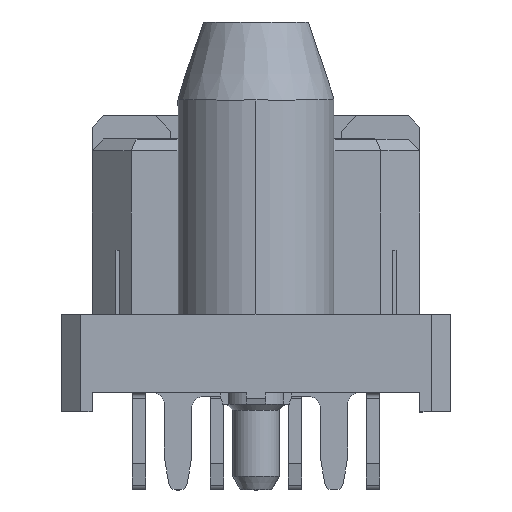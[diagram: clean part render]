
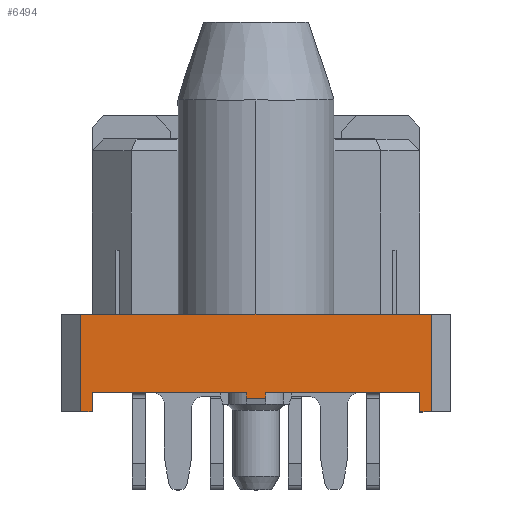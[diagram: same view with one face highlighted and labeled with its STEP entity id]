
A CAD part, left-side view. The second image highlights one B-rep face of the part: STEP entity #6494.
In plain terms, the highlighted planar face has unit normal (-1, 0, 0).
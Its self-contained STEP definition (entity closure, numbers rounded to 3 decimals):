
#163 = CARTESIAN_POINT ( 'NONE',  ( -9.575, 11.25, 2.25 ) ) ;
#182 = ORIENTED_EDGE ( 'NONE', *, *, #27354, .T. ) ;
#264 = CARTESIAN_POINT ( 'NONE',  ( -9.575, 15.2, 1.5 ) ) ;
#270 = LINE ( 'NONE', #14236, #17854 ) ;
#349 = CARTESIAN_POINT ( 'NONE',  ( -9.575, 6.5, 3.5 ) ) ;
#1670 = CARTESIAN_POINT ( 'NONE',  ( -9.575, 6.5, 3.5 ) ) ;
#1783 = VECTOR ( 'NONE', #23863, 1000. ) ;
#1847 = VERTEX_POINT ( 'NONE', #23921 ) ;
#1914 = CARTESIAN_POINT ( 'NONE',  ( -9.575, 11., 3.5 ) ) ;
#2810 = EDGE_CURVE ( 'NONE', #26282, #25773, #13469, .T. ) ;
#2980 = CARTESIAN_POINT ( 'NONE',  ( -9.575, 15.2, 2.25 ) ) ;
#3046 = CARTESIAN_POINT ( 'NONE',  ( -9.575, 10.75, 1.35 ) ) ;
#3298 = DIRECTION ( 'NONE',  ( 0., 0., -1. ) ) ;
#4057 = ORIENTED_EDGE ( 'NONE', *, *, #19632, .F. ) ;
#4310 = LINE ( 'NONE', #16315, #21643 ) ;
#5397 = ORIENTED_EDGE ( 'NONE', *, *, #20591, .F. ) ;
#5448 = VECTOR ( 'NONE', #20622, 1000. ) ;
#6101 = VECTOR ( 'NONE', #6828, 1000. ) ;
#6226 = VECTOR ( 'NONE', #17653, 1000. ) ;
#6230 = CARTESIAN_POINT ( 'NONE',  ( -9.575, 6.8, 2.25 ) ) ;
#6282 = CARTESIAN_POINT ( 'NONE',  ( -9.575, 11.25, 1.5 ) ) ;
#6494 = ADVANCED_FACE ( 'NONE', ( #27757 ), #21017, .F. ) ;
#6828 = DIRECTION ( 'NONE',  ( 0., 0., 1. ) ) ;
#7049 = CARTESIAN_POINT ( 'NONE',  ( -9.575, 11.25, 1.35 ) ) ;
#7159 = DIRECTION ( 'NONE',  ( 0., 0., -1. ) ) ;
#7554 = EDGE_CURVE ( 'NONE', #15500, #8376, #27258, .T. ) ;
#7796 = ORIENTED_EDGE ( 'NONE', *, *, #2810, .F. ) ;
#8224 = VERTEX_POINT ( 'NONE', #7049 ) ;
#8376 = VERTEX_POINT ( 'NONE', #29125 ) ;
#8535 = LINE ( 'NONE', #163, #6101 ) ;
#9395 = ORIENTED_EDGE ( 'NONE', *, *, #7554, .F. ) ;
#9426 = DIRECTION ( 'NONE',  ( 1., 0., 0. ) ) ;
#9963 = DIRECTION ( 'NONE',  ( 0., 0., -1. ) ) ;
#10088 = VECTOR ( 'NONE', #16975, 1000. ) ;
#10270 = CARTESIAN_POINT ( 'NONE',  ( -9.575, 11., 1.5 ) ) ;
#10435 = CARTESIAN_POINT ( 'NONE',  ( -9.575, 15.5, 1. ) ) ;
#11119 = DIRECTION ( 'NONE',  ( 0., 0., -1. ) ) ;
#11362 = CARTESIAN_POINT ( 'NONE',  ( -9.575, 15.5, 3.5 ) ) ;
#11839 = EDGE_CURVE ( 'NONE', #8376, #1847, #22682, .T. ) ;
#12008 = CARTESIAN_POINT ( 'NONE',  ( -9.575, 15.2, 1. ) ) ;
#12218 = VECTOR ( 'NONE', #27417, 1000. ) ;
#12319 = VERTEX_POINT ( 'NONE', #26727 ) ;
#12603 = LINE ( 'NONE', #19305, #1783 ) ;
#12971 = LINE ( 'NONE', #29270, #25882 ) ;
#13021 = LINE ( 'NONE', #10270, #14905 ) ;
#13204 = CARTESIAN_POINT ( 'NONE',  ( -9.575, 6.8, 1. ) ) ;
#13469 = LINE ( 'NONE', #1914, #5448 ) ;
#13633 = VERTEX_POINT ( 'NONE', #10435 ) ;
#13690 = LINE ( 'NONE', #18244, #17483 ) ;
#14108 = VERTEX_POINT ( 'NONE', #6282 ) ;
#14236 = CARTESIAN_POINT ( 'NONE',  ( -9.575, 6.5, 2.25 ) ) ;
#14294 = VERTEX_POINT ( 'NONE', #3046 ) ;
#14905 = VECTOR ( 'NONE', #24441, 1000. ) ;
#15300 = AXIS2_PLACEMENT_3D ( 'NONE', #349, #9426, #7159 ) ;
#15500 = VERTEX_POINT ( 'NONE', #13204 ) ;
#15966 = DIRECTION ( 'NONE',  ( 0., 1., 0. ) ) ;
#16315 = CARTESIAN_POINT ( 'NONE',  ( -9.575, 15.6, 1. ) ) ;
#16541 = EDGE_CURVE ( 'NONE', #25773, #12319, #270, .T. ) ;
#16772 = EDGE_CURVE ( 'NONE', #14108, #28470, #13021, .T. ) ;
#16975 = DIRECTION ( 'NONE',  ( 0., 0., -1. ) ) ;
#17184 = EDGE_CURVE ( 'NONE', #8224, #14108, #8535, .T. ) ;
#17483 = VECTOR ( 'NONE', #15966, 1000. ) ;
#17653 = DIRECTION ( 'NONE',  ( 0., 0., 1. ) ) ;
#17854 = VECTOR ( 'NONE', #9963, 1000. ) ;
#18136 = DIRECTION ( 'NONE',  ( 0., -1., 0. ) ) ;
#18244 = CARTESIAN_POINT ( 'NONE',  ( -9.575, 11., 1. ) ) ;
#18421 = CARTESIAN_POINT ( 'NONE',  ( -9.575, 11., 1.5 ) ) ;
#18463 = ORIENTED_EDGE ( 'NONE', *, *, #18576, .F. ) ;
#18576 = EDGE_CURVE ( 'NONE', #28470, #21545, #28709, .T. ) ;
#19305 = CARTESIAN_POINT ( 'NONE',  ( -9.575, 11., 1.35 ) ) ;
#19632 = EDGE_CURVE ( 'NONE', #1847, #14294, #26577, .T. ) ;
#19965 = ORIENTED_EDGE ( 'NONE', *, *, #17184, .F. ) ;
#20141 = ORIENTED_EDGE ( 'NONE', *, *, #16772, .F. ) ;
#20591 = EDGE_CURVE ( 'NONE', #12319, #15500, #13690, .T. ) ;
#20622 = DIRECTION ( 'NONE',  ( 0., -1., 0. ) ) ;
#21017 = PLANE ( 'NONE',  #15300 ) ;
#21521 = ORIENTED_EDGE ( 'NONE', *, *, #22186, .T. ) ;
#21545 = VERTEX_POINT ( 'NONE', #12008 ) ;
#21643 = VECTOR ( 'NONE', #18136, 1000. ) ;
#22186 = EDGE_CURVE ( 'NONE', #26282, #13633, #12971, .T. ) ;
#22426 = ORIENTED_EDGE ( 'NONE', *, *, #11839, .F. ) ;
#22682 = LINE ( 'NONE', #18421, #12218 ) ;
#23863 = DIRECTION ( 'NONE',  ( 0., 1., 0. ) ) ;
#23921 = CARTESIAN_POINT ( 'NONE',  ( -9.575, 10.75, 1.5 ) ) ;
#24441 = DIRECTION ( 'NONE',  ( 0., 1., 0. ) ) ;
#24652 = VECTOR ( 'NONE', #3298, 1000. ) ;
#25773 = VERTEX_POINT ( 'NONE', #1670 ) ;
#25882 = VECTOR ( 'NONE', #11119, 1000. ) ;
#26226 = ORIENTED_EDGE ( 'NONE', *, *, #16541, .F. ) ;
#26282 = VERTEX_POINT ( 'NONE', #11362 ) ;
#26437 = ORIENTED_EDGE ( 'NONE', *, *, #28138, .F. ) ;
#26577 = LINE ( 'NONE', #28866, #10088 ) ;
#26727 = CARTESIAN_POINT ( 'NONE',  ( -9.575, 6.5, 1. ) ) ;
#27258 = LINE ( 'NONE', #6230, #6226 ) ;
#27354 = EDGE_CURVE ( 'NONE', #13633, #21545, #4310, .T. ) ;
#27417 = DIRECTION ( 'NONE',  ( 0., 1., 0. ) ) ;
#27757 = FACE_OUTER_BOUND ( 'NONE', #28962, .T. ) ;
#28138 = EDGE_CURVE ( 'NONE', #14294, #8224, #12603, .T. ) ;
#28470 = VERTEX_POINT ( 'NONE', #264 ) ;
#28709 = LINE ( 'NONE', #2980, #24652 ) ;
#28866 = CARTESIAN_POINT ( 'NONE',  ( -9.575, 10.75, 2.25 ) ) ;
#28962 = EDGE_LOOP ( 'NONE', ( #26437, #4057, #22426, #9395, #5397, #26226, #7796, #21521, #182, #18463, #20141, #19965 ) ) ;
#29125 = CARTESIAN_POINT ( 'NONE',  ( -9.575, 6.8, 1.5 ) ) ;
#29270 = CARTESIAN_POINT ( 'NONE',  ( -9.575, 15.5, 2.25 ) ) ;
